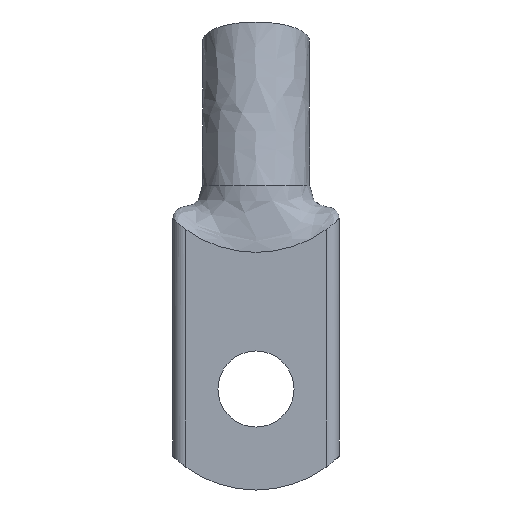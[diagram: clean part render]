
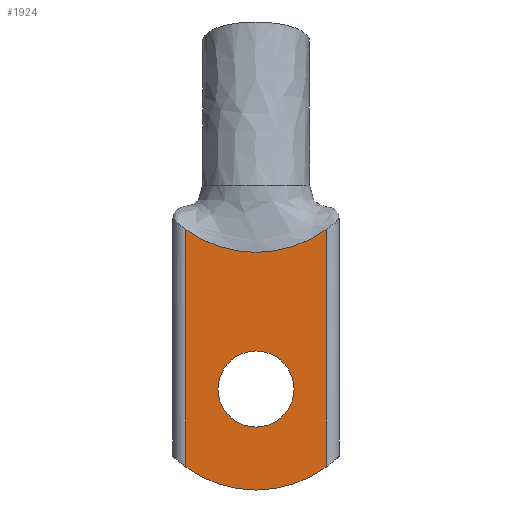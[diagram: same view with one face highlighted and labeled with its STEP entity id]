
A CAD part, front view. The second image highlights one B-rep face of the part: STEP entity #1924.
In plain terms, the highlighted planar face has unit normal (0, -1, 0).
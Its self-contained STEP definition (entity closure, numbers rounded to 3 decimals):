
#30=CIRCLE('',#1994,10.);
#31=CIRCLE('',#1995,10.);
#32=CIRCLE('',#1999,10.);
#33=CIRCLE('',#2002,3.2);
#45=FACE_BOUND('',#302,.T.);
#82=PLANE('',#2003);
#186=FACE_OUTER_BOUND('',#301,.T.);
#301=EDGE_LOOP('',(#1753,#1754,#1755,#1756,#1757));
#302=EDGE_LOOP('',(#1758));
#437=LINE('',#4465,#574);
#438=LINE('',#4502,#575);
#574=VECTOR('',#2238,10.);
#575=VECTOR('',#2247,10.);
#894=VERTEX_POINT('',#4399);
#895=VERTEX_POINT('',#4413);
#896=VERTEX_POINT('',#4415);
#900=VERTEX_POINT('',#4464);
#901=VERTEX_POINT('',#4478);
#903=VERTEX_POINT('',#4504);
#1175=EDGE_CURVE('',#895,#894,#30,.T.);
#1176=EDGE_CURVE('',#896,#895,#31,.T.);
#1181=EDGE_CURVE('',#896,#900,#437,.T.);
#1183=EDGE_CURVE('',#901,#900,#32,.T.);
#1186=EDGE_CURVE('',#901,#894,#438,.T.);
#1187=EDGE_CURVE('',#903,#903,#33,.T.);
#1753=ORIENTED_EDGE('',*,*,#1181,.F.);
#1754=ORIENTED_EDGE('',*,*,#1176,.T.);
#1755=ORIENTED_EDGE('',*,*,#1175,.T.);
#1756=ORIENTED_EDGE('',*,*,#1186,.F.);
#1757=ORIENTED_EDGE('',*,*,#1183,.T.);
#1758=ORIENTED_EDGE('',*,*,#1187,.T.);
#1924=ADVANCED_FACE('',(#186,#45),#82,.T.);
#1994=AXIS2_PLACEMENT_3D('',#4414,#2232,#2233);
#1995=AXIS2_PLACEMENT_3D('',#4416,#2234,#2235);
#1999=AXIS2_PLACEMENT_3D('',#4479,#2243,#2244);
#2002=AXIS2_PLACEMENT_3D('',#4505,#2250,#2251);
#2003=AXIS2_PLACEMENT_3D('',#4507,#2253,#2254);
#2232=DIRECTION('center_axis',(0.,1.,0.));
#2233=DIRECTION('ref_axis',(0.7,0.,0.714));
#2234=DIRECTION('center_axis',(0.,1.,0.));
#2235=DIRECTION('ref_axis',(0.7,0.,0.714));
#2238=DIRECTION('',(0.,0.,-1.));
#2243=DIRECTION('center_axis',(0.,-1.,0.));
#2244=DIRECTION('ref_axis',(-0.7,0.,0.714));
#2247=DIRECTION('',(0.,0.,1.));
#2250=DIRECTION('center_axis',(0.,1.,0.));
#2251=DIRECTION('ref_axis',(1.,0.,0.));
#2253=DIRECTION('center_axis',(0.,-1.,0.));
#2254=DIRECTION('ref_axis',(0.,0.,-1.));
#4399=CARTESIAN_POINT('',(-5.9,0.,13.426));
#4413=CARTESIAN_POINT('',(0.,0.,11.5));
#4414=CARTESIAN_POINT('Origin',(0.,0.,21.5));
#4415=CARTESIAN_POINT('',(5.9,0.,13.426));
#4416=CARTESIAN_POINT('Origin',(0.,0.,21.5));
#4464=CARTESIAN_POINT('',(5.9,0.,-6.574));
#4465=CARTESIAN_POINT('',(5.9,0.,7.201));
#4478=CARTESIAN_POINT('',(-5.9,0.,-6.574));
#4479=CARTESIAN_POINT('Origin',(0.,0.,1.5));
#4502=CARTESIAN_POINT('',(-5.9,0.,-1.37));
#4504=CARTESIAN_POINT('',(-3.2,0.,0.));
#4505=CARTESIAN_POINT('Origin',(0.,0.,0.));
#4507=CARTESIAN_POINT('Origin',(0.,0.,2.902));
